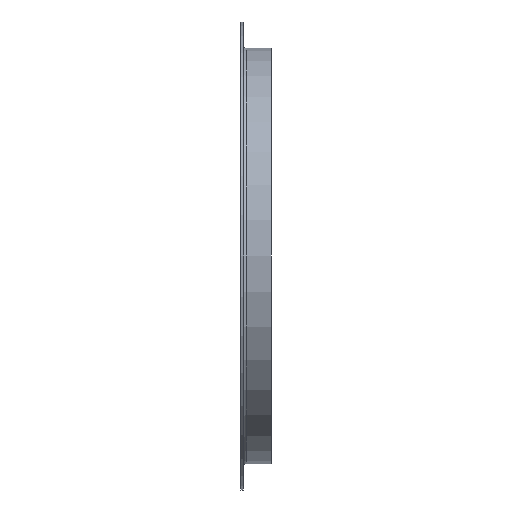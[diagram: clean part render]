
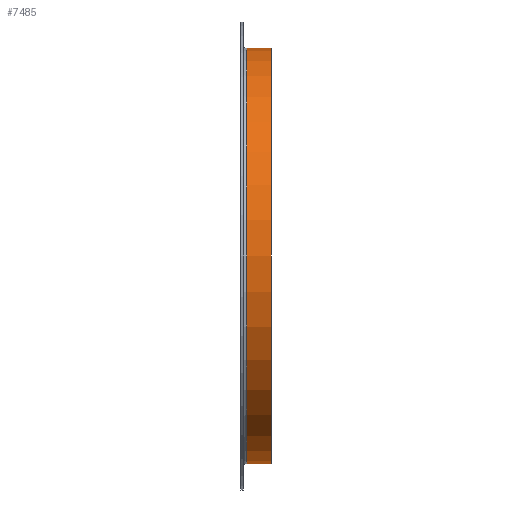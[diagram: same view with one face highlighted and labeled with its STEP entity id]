
A CAD part, front view. The second image highlights one B-rep face of the part: STEP entity #7485.
In plain terms, the highlighted cylindrical face has radius 253 mm (diameter 506 mm), a full revolution.
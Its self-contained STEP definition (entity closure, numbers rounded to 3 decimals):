
#1236 = CARTESIAN_POINT ( 'NONE',  ( 37., 0., 253. ) ) ;
#1496 = CYLINDRICAL_SURFACE ( 'NONE', #12171, 253. ) ;
#1762 = CIRCLE ( 'NONE', #4601, 253. ) ;
#2350 = EDGE_CURVE ( 'NONE', #8635, #8635, #1762, .T. ) ;
#2602 = VERTEX_POINT ( 'NONE', #12487 ) ;
#2703 = CARTESIAN_POINT ( 'NONE',  ( 0., 0., 0. ) ) ;
#3027 = EDGE_LOOP ( 'NONE', ( #5869 ) ) ;
#4367 = ORIENTED_EDGE ( 'NONE', *, *, #9759, .T. ) ;
#4596 = CIRCLE ( 'NONE', #14171, 253. ) ;
#4601 = AXIS2_PLACEMENT_3D ( 'NONE', #15298, #5154, #7804 ) ;
#5154 = DIRECTION ( 'NONE',  ( -1., 0., 0. ) ) ;
#5869 = ORIENTED_EDGE ( 'NONE', *, *, #2350, .T. ) ;
#6433 = DIRECTION ( 'NONE',  ( 0., 0., 1. ) ) ;
#7475 = DIRECTION ( 'NONE',  ( 0., 0., 1. ) ) ;
#7485 = ADVANCED_FACE ( 'NONE', ( #9966, #13798 ), #1496, .T. ) ;
#7608 = DIRECTION ( 'NONE',  ( -1., 0., 0. ) ) ;
#7804 = DIRECTION ( 'NONE',  ( 0., 0., 1. ) ) ;
#8635 = VERTEX_POINT ( 'NONE', #1236 ) ;
#9759 = EDGE_CURVE ( 'NONE', #2602, #2602, #4596, .T. ) ;
#9966 = FACE_OUTER_BOUND ( 'NONE', #13422, .T. ) ;
#11062 = DIRECTION ( 'NONE',  ( 1., 0., 0. ) ) ;
#12171 = AXIS2_PLACEMENT_3D ( 'NONE', #2703, #7608, #6433 ) ;
#12487 = CARTESIAN_POINT ( 'NONE',  ( 7., 0., 253. ) ) ;
#13422 = EDGE_LOOP ( 'NONE', ( #4367 ) ) ;
#13668 = CARTESIAN_POINT ( 'NONE',  ( 7., 0., 0. ) ) ;
#13798 = FACE_OUTER_BOUND ( 'NONE', #3027, .T. ) ;
#14171 = AXIS2_PLACEMENT_3D ( 'NONE', #13668, #11062, #7475 ) ;
#15298 = CARTESIAN_POINT ( 'NONE',  ( 37., 0., 0. ) ) ;
